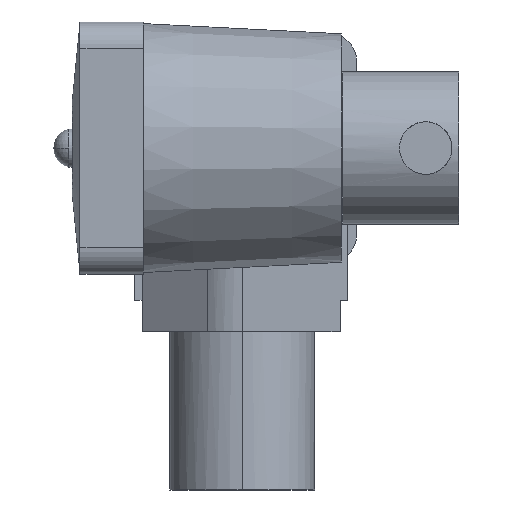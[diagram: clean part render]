
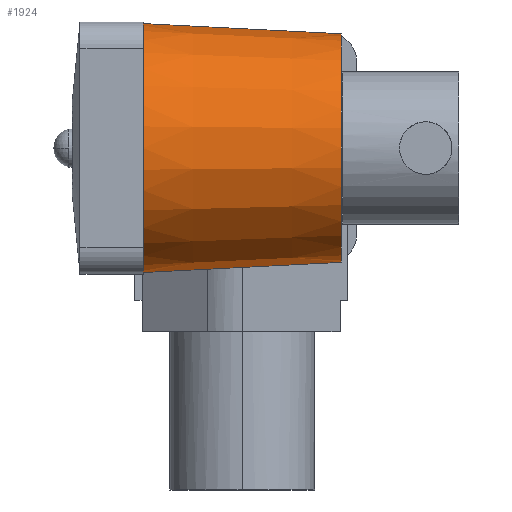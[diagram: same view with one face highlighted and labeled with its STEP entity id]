
A CAD part, left-side view. The second image highlights one B-rep face of the part: STEP entity #1924.
In plain terms, the highlighted conical face has half-angle 2.943 degrees and reference radius 30 mm.
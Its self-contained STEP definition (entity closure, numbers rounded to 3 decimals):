
#22 = AXIS2_PLACEMENT_3D ( 'NONE', #2661, #2131, #1858 ) ;
#52 = CONICAL_SURFACE ( 'NONE', #1978, 30., 0.051 ) ;
#88 = VECTOR ( 'NONE', #154, 1000. ) ;
#126 = FACE_OUTER_BOUND ( 'NONE', #2397, .T. ) ;
#154 = DIRECTION ( 'NONE',  ( 0., 0.999, 0.051 ) ) ;
#431 = CARTESIAN_POINT ( 'NONE',  ( 0., 7.5, -30. ) ) ;
#689 = CARTESIAN_POINT ( 'NONE',  ( 0., 7.5, 0. ) ) ;
#691 = DIRECTION ( 'NONE',  ( 0., 1., 0. ) ) ;
#700 = CIRCLE ( 'NONE', #22, 32.673 ) ;
#709 = CARTESIAN_POINT ( 'NONE',  ( 0., 7.5, -30. ) ) ;
#1051 = CIRCLE ( 'NONE', #2690, 30. ) ;
#1100 = VERTEX_POINT ( 'NONE', #2301 ) ;
#1232 = ORIENTED_EDGE ( 'NONE', *, *, #1455, .F. ) ;
#1249 = CARTESIAN_POINT ( 'NONE',  ( 0., 7.5, 30. ) ) ;
#1258 = DIRECTION ( 'NONE',  ( 0., 0.999, -0.051 ) ) ;
#1262 = CARTESIAN_POINT ( 'NONE',  ( 0., 59.5, -32.673 ) ) ;
#1436 = VERTEX_POINT ( 'NONE', #709 ) ;
#1455 = EDGE_CURVE ( 'NONE', #1436, #1909, #2314, .T. ) ;
#1770 = DIRECTION ( 'NONE',  ( 0., 0., -1. ) ) ;
#1858 = DIRECTION ( 'NONE',  ( 0., 0., -1. ) ) ;
#1909 = VERTEX_POINT ( 'NONE', #1262 ) ;
#1924 = ADVANCED_FACE ( 'NONE', ( #126 ), #52, .T. ) ;
#1978 = AXIS2_PLACEMENT_3D ( 'NONE', #3355, #691, #2347 ) ;
#1990 = ORIENTED_EDGE ( 'NONE', *, *, #3432, .F. ) ;
#2131 = DIRECTION ( 'NONE',  ( 0., 1., 0. ) ) ;
#2233 = EDGE_CURVE ( 'NONE', #2520, #1436, #1051, .T. ) ;
#2301 = CARTESIAN_POINT ( 'NONE',  ( 0., 59.5, 32.673 ) ) ;
#2314 = LINE ( 'NONE', #431, #2325 ) ;
#2325 = VECTOR ( 'NONE', #1258, 1000. ) ;
#2337 = LINE ( 'NONE', #2355, #88 ) ;
#2347 = DIRECTION ( 'NONE',  ( 0., 0., 1. ) ) ;
#2355 = CARTESIAN_POINT ( 'NONE',  ( 0., 7.5, 30. ) ) ;
#2397 = EDGE_LOOP ( 'NONE', ( #1232, #2466, #3485, #1990 ) ) ;
#2466 = ORIENTED_EDGE ( 'NONE', *, *, #2233, .F. ) ;
#2520 = VERTEX_POINT ( 'NONE', #1249 ) ;
#2536 = DIRECTION ( 'NONE',  ( 0., -1., 0. ) ) ;
#2661 = CARTESIAN_POINT ( 'NONE',  ( 0., 59.5, 0. ) ) ;
#2690 = AXIS2_PLACEMENT_3D ( 'NONE', #689, #2536, #1770 ) ;
#2968 = EDGE_CURVE ( 'NONE', #2520, #1100, #2337, .T. ) ;
#3355 = CARTESIAN_POINT ( 'NONE',  ( 0., 7.5, 0. ) ) ;
#3432 = EDGE_CURVE ( 'NONE', #1909, #1100, #700, .T. ) ;
#3485 = ORIENTED_EDGE ( 'NONE', *, *, #2968, .T. ) ;
